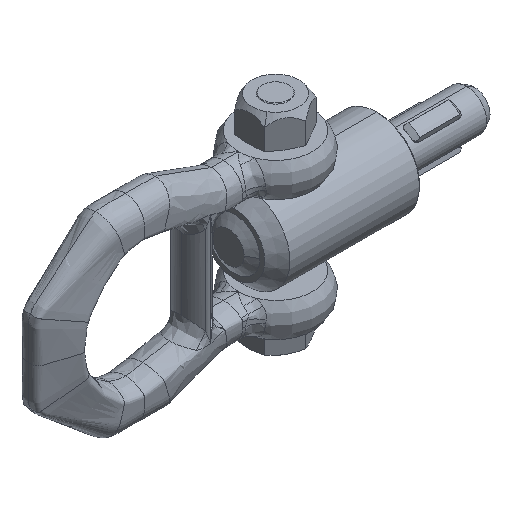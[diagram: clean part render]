
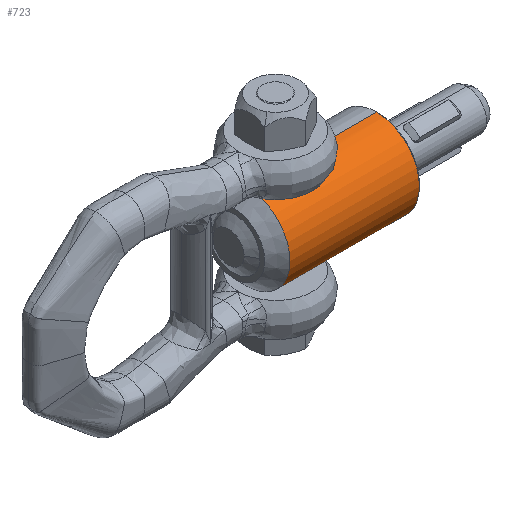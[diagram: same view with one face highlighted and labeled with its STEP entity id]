
A CAD part, isometric view. The second image highlights one B-rep face of the part: STEP entity #723.
In plain terms, the highlighted cylindrical face has radius 10.75 mm (diameter 21.5 mm), a partial arc.
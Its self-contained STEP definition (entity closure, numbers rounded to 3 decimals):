
#723=ADVANCED_FACE('',(#1468),#1469,.T.);
#1468=FACE_OUTER_BOUND('',#9234,.T.);
#1469=CYLINDRICAL_SURFACE('',#9235,10.75);
#9234=EDGE_LOOP('',(#11190,#11191,#11192,#11193,#11194,#11195,#11196,#11197));
#9235=AXIS2_PLACEMENT_3D('',#11198,#11199,#11200);
#11190=ORIENTED_EDGE('',*,*,#12044,.T.);
#11191=ORIENTED_EDGE('',*,*,#12298,.T.);
#11192=ORIENTED_EDGE('',*,*,#12049,.T.);
#11193=ORIENTED_EDGE('',*,*,#12300,.F.);
#11194=ORIENTED_EDGE('',*,*,#12047,.T.);
#11195=ORIENTED_EDGE('',*,*,#12297,.T.);
#11196=ORIENTED_EDGE('',*,*,#12045,.T.);
#11197=ORIENTED_EDGE('',*,*,#12303,.T.);
#11198=CARTESIAN_POINT('',(0.0,0.0,0.0));
#11199=DIRECTION('',(1.0,-0.0,0.0));
#11200=DIRECTION('',(0.0,0.0,1.0));
#12044=EDGE_CURVE('',#13258,#13266,#13267,.T.);
#12045=EDGE_CURVE('',#13268,#13262,#13269,.T.);
#12047=EDGE_CURVE('',#13272,#13270,#13273,.T.);
#12049=EDGE_CURVE('',#13276,#13274,#13277,.T.);
#12297=EDGE_CURVE('',#13270,#13268,#13646,.T.);
#12298=EDGE_CURVE('',#13266,#13276,#13647,.T.);
#12300=EDGE_CURVE('',#13272,#13274,#13649,.T.);
#12303=EDGE_CURVE('',#13262,#13258,#13652,.T.);
#13258=VERTEX_POINT('',#18517);
#13262=VERTEX_POINT('',#18522);
#13266=VERTEX_POINT('',#18527);
#13267=LINE('',#18528,#18529);
#13268=VERTEX_POINT('',#18530);
#13269=LINE('',#18531,#18532);
#13270=VERTEX_POINT('',#18533);
#13272=VERTEX_POINT('',#18553);
#13273=LINE('',#18554,#18555);
#13274=VERTEX_POINT('',#18556);
#13276=VERTEX_POINT('',#18558);
#13277=LINE('',#18559,#18560);
#13646=B_SPLINE_CURVE_WITH_KNOTS('',3,(#19266,#19267,#19268,#19269,#19270,#19271,#19272,#19273,#19274,#19275,#19276,#19277,#19278,#19279,#19280,#19281,#19282,#19283),.UNSPECIFIED.,.F.,.F.,(4,2,2,2,2,2,2,2,4),(0.625,0.781,0.937,1.093,1.249,1.406,1.562,1.718,1.874),.UNSPECIFIED.);
#13647=B_SPLINE_CURVE_WITH_KNOTS('',3,(#19284,#19285,#19286,#19287,#19288,#19289,#19290,#19291,#19292,#19293,#19294,#19295,#19296,#19297,#19298,#19299,#19300,#19301),.UNSPECIFIED.,.F.,.F.,(4,2,2,2,2,2,2,2,4),(0.625,0.781,0.937,1.093,1.249,1.406,1.562,1.718,1.874),.UNSPECIFIED.);
#13649=CIRCLE('',#19303,10.75);
#13652=CIRCLE('',#19306,10.75);
#18517=CARTESIAN_POINT('',(35.5,0.0,10.75));
#18522=CARTESIAN_POINT('',(35.5,0.,-10.75));
#18527=CARTESIAN_POINT('',(14.4,0.,10.75));
#18528=CARTESIAN_POINT('',(19.325,0.,10.75));
#18529=VECTOR('',#20124,1.0);
#18530=CARTESIAN_POINT('',(14.4,0.,-10.75));
#18531=CARTESIAN_POINT('',(0.0,0.,-10.75));
#18532=VECTOR('',#20125,10.75);
#18533=CARTESIAN_POINT('',(6.2,0.,-10.75));
#18553=CARTESIAN_POINT('',(3.15,0.,-10.75));
#18554=CARTESIAN_POINT('',(0.0,0.,-10.75));
#18555=VECTOR('',#20126,10.75);
#18556=CARTESIAN_POINT('',(3.15,0.,10.75));
#18558=CARTESIAN_POINT('',(6.2,0.,10.75));
#18559=CARTESIAN_POINT('',(19.325,0.,10.75));
#18560=VECTOR('',#20130,1.0);
#19266=CARTESIAN_POINT('',(6.2,0.,-10.75));
#19267=CARTESIAN_POINT('',(6.2,-0.52,-10.75));
#19268=CARTESIAN_POINT('',(6.305,-1.072,-10.709));
#19269=CARTESIAN_POINT('',(6.725,-2.081,-10.559));
#19270=CARTESIAN_POINT('',(7.04,-2.538,-10.453));
#19271=CARTESIAN_POINT('',(7.762,-3.26,-10.251));
#19272=CARTESIAN_POINT('',(8.22,-3.575,-10.141));
#19273=CARTESIAN_POINT('',(9.228,-3.995,-9.983));
#19274=CARTESIAN_POINT('',(9.779,-4.1,-9.937));
#19275=CARTESIAN_POINT('',(10.821,-4.1,-9.937));
#19276=CARTESIAN_POINT('',(11.372,-3.995,-9.983));
#19277=CARTESIAN_POINT('',(12.38,-3.575,-10.141));
#19278=CARTESIAN_POINT('',(12.838,-3.26,-10.251));
#19279=CARTESIAN_POINT('',(13.56,-2.538,-10.453));
#19280=CARTESIAN_POINT('',(13.875,-2.081,-10.559));
#19281=CARTESIAN_POINT('',(14.295,-1.072,-10.709));
#19282=CARTESIAN_POINT('',(14.4,-0.52,-10.75));
#19283=CARTESIAN_POINT('',(14.4,0.,-10.75));
#19284=CARTESIAN_POINT('',(14.4,0.,10.75));
#19285=CARTESIAN_POINT('',(14.4,-0.52,10.75));
#19286=CARTESIAN_POINT('',(14.295,-1.072,10.709));
#19287=CARTESIAN_POINT('',(13.875,-2.081,10.559));
#19288=CARTESIAN_POINT('',(13.56,-2.538,10.453));
#19289=CARTESIAN_POINT('',(12.838,-3.26,10.251));
#19290=CARTESIAN_POINT('',(12.38,-3.575,10.141));
#19291=CARTESIAN_POINT('',(11.372,-3.995,9.983));
#19292=CARTESIAN_POINT('',(10.821,-4.1,9.937));
#19293=CARTESIAN_POINT('',(9.779,-4.1,9.937));
#19294=CARTESIAN_POINT('',(9.228,-3.995,9.983));
#19295=CARTESIAN_POINT('',(8.22,-3.575,10.141));
#19296=CARTESIAN_POINT('',(7.762,-3.26,10.251));
#19297=CARTESIAN_POINT('',(7.04,-2.538,10.453));
#19298=CARTESIAN_POINT('',(6.725,-2.081,10.559));
#19299=CARTESIAN_POINT('',(6.305,-1.072,10.709));
#19300=CARTESIAN_POINT('',(6.2,-0.52,10.75));
#19301=CARTESIAN_POINT('',(6.2,0.,10.75));
#19303=AXIS2_PLACEMENT_3D('',#20402,#20403,#20404);
#19306=AXIS2_PLACEMENT_3D('',#20408,#20409,#20410);
#20124=DIRECTION('',(-1.0,0.0,-0.0));
#20125=DIRECTION('',(1.0,0.0,0.0));
#20126=DIRECTION('',(1.0,0.0,0.0));
#20130=DIRECTION('',(-1.0,0.0,-0.0));
#20402=CARTESIAN_POINT('',(3.15,0.0,0.0));
#20403=DIRECTION('',(-1.0,0.0,0.0));
#20404=DIRECTION('',(0.0,0.0,1.0));
#20408=CARTESIAN_POINT('',(35.5,0.0,0.0));
#20409=DIRECTION('',(-1.0,0.0,0.0));
#20410=DIRECTION('',(0.0,0.0,1.0));
